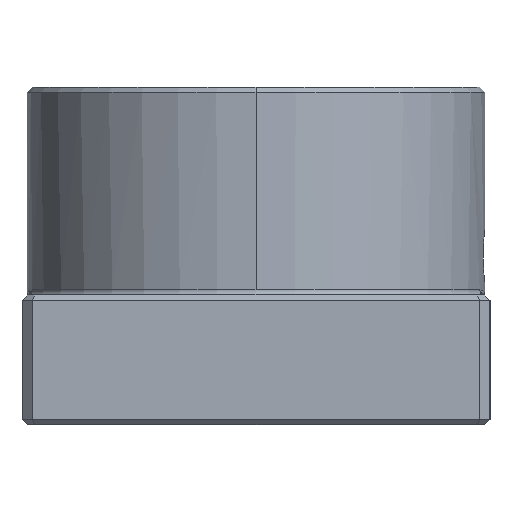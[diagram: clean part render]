
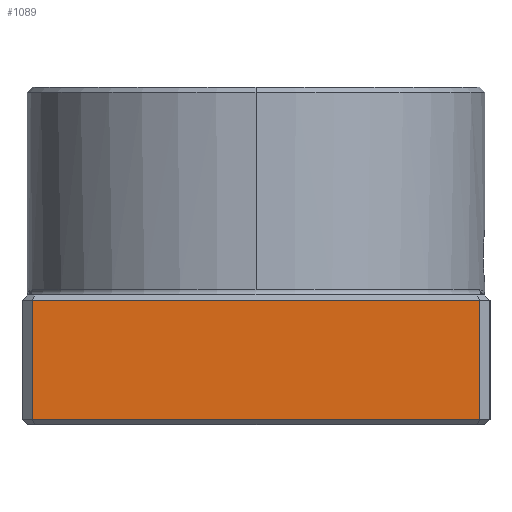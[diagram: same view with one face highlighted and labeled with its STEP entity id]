
A CAD part, left-side view. The second image highlights one B-rep face of the part: STEP entity #1089.
In plain terms, the highlighted planar face has unit normal (-1, 0, 0).
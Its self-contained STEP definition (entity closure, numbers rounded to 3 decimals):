
#40 = LINE ( 'NONE', #1849, #1204 ) ;
#180 = DIRECTION ( 'NONE',  ( 0., 0., -1. ) ) ;
#192 = VERTEX_POINT ( 'NONE', #2321 ) ;
#227 = EDGE_CURVE ( 'NONE', #562, #1404, #40, .T. ) ;
#242 = ORIENTED_EDGE ( 'NONE', *, *, #227, .T. ) ;
#291 = ORIENTED_EDGE ( 'NONE', *, *, #1636, .T. ) ;
#412 = VECTOR ( 'NONE', #1080, 1000. ) ;
#562 = VERTEX_POINT ( 'NONE', #1381 ) ;
#571 = CARTESIAN_POINT ( 'NONE',  ( -77.5, 43., 25. ) ) ;
#750 = LINE ( 'NONE', #807, #1171 ) ;
#807 = CARTESIAN_POINT ( 'NONE',  ( -77.5, 43., 25. ) ) ;
#812 = LINE ( 'NONE', #1648, #412 ) ;
#974 = DIRECTION ( 'NONE',  ( 1., 0., 0. ) ) ;
#1063 = VECTOR ( 'NONE', #2484, 1000. ) ;
#1080 = DIRECTION ( 'NONE',  ( 0., 0., -1. ) ) ;
#1089 = ADVANCED_FACE ( 'NONE', ( #1732 ), #1188, .F. ) ;
#1171 = VECTOR ( 'NONE', #180, 1000. ) ;
#1188 = PLANE ( 'NONE',  #1830 ) ;
#1204 = VECTOR ( 'NONE', #2250, 1000. ) ;
#1247 = VERTEX_POINT ( 'NONE', #1911 ) ;
#1331 = CARTESIAN_POINT ( 'NONE',  ( -77.5, 43., 24. ) ) ;
#1381 = CARTESIAN_POINT ( 'NONE',  ( -77.5, 43., 1. ) ) ;
#1404 = VERTEX_POINT ( 'NONE', #2224 ) ;
#1408 = EDGE_CURVE ( 'NONE', #1247, #562, #750, .T. ) ;
#1636 = EDGE_CURVE ( 'NONE', #192, #1247, #2465, .T. ) ;
#1639 = EDGE_CURVE ( 'NONE', #192, #1404, #812, .T. ) ;
#1648 = CARTESIAN_POINT ( 'NONE',  ( -77.5, -43., 25. ) ) ;
#1732 = FACE_OUTER_BOUND ( 'NONE', #2264, .T. ) ;
#1830 = AXIS2_PLACEMENT_3D ( 'NONE', #571, #974, #2036 ) ;
#1849 = CARTESIAN_POINT ( 'NONE',  ( -77.5, 43., 1. ) ) ;
#1911 = CARTESIAN_POINT ( 'NONE',  ( -77.5, 43., 24. ) ) ;
#2036 = DIRECTION ( 'NONE',  ( 0., 1., 0. ) ) ;
#2084 = ORIENTED_EDGE ( 'NONE', *, *, #1639, .F. ) ;
#2224 = CARTESIAN_POINT ( 'NONE',  ( -77.5, -43., 1. ) ) ;
#2250 = DIRECTION ( 'NONE',  ( 0., -1., 0. ) ) ;
#2264 = EDGE_LOOP ( 'NONE', ( #2510, #242, #2084, #291 ) ) ;
#2321 = CARTESIAN_POINT ( 'NONE',  ( -77.5, -43., 24. ) ) ;
#2465 = LINE ( 'NONE', #1331, #1063 ) ;
#2484 = DIRECTION ( 'NONE',  ( 0., 1., 0. ) ) ;
#2510 = ORIENTED_EDGE ( 'NONE', *, *, #1408, .T. ) ;
